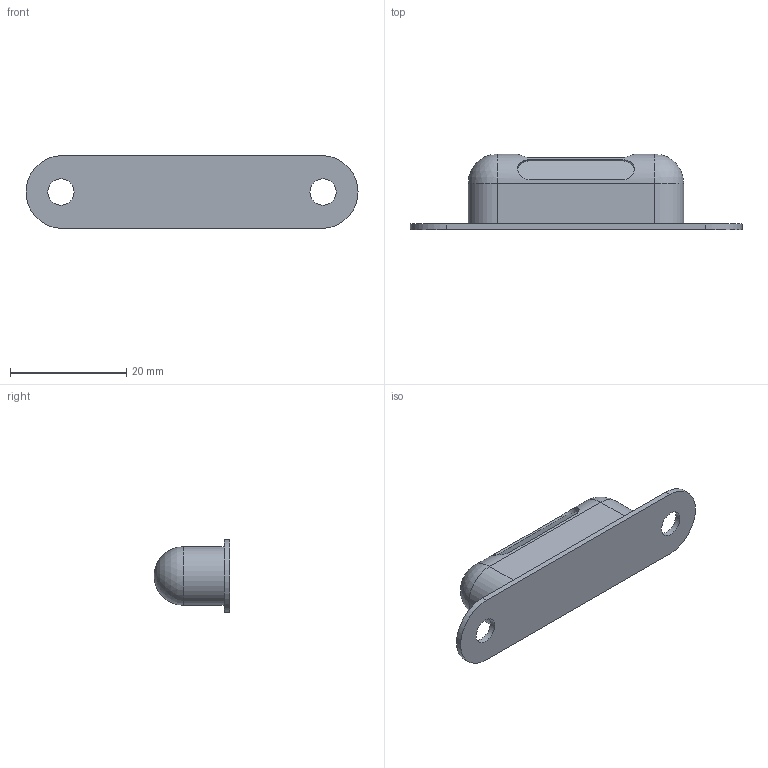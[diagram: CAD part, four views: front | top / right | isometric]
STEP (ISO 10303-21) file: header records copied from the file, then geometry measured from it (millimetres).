
FILE_DESCRIPTION( ( 'STEP AP214' ), '1' );
FILE_NAME( 'K1158.2571305.stp', '2020-12-10T10:29:28', ( '' ), ( '' ), ' ', 'PARTsolutions', ' ' );
FILE_SCHEMA( ( 'AUTOMOTIVE_DESIGN { 1 0 10303 214 1 1 1 1 }' ) );
Length unit declared in the file: millimetre
Products named in the file (1): _K1158.2571305
Bounding box: 57 x 13 x 12.5 mm (x, y, z)
Volume: 4250.3 mm3; surface area: 2323.7 mm2
Topology: 1 solids, 1 shells, 30 faces, 72 edges, 46 vertices
Faces by surface type: plane 15, cylinder 13, sphere 2
Full cylindrical faces by diameter (mm): 4.5 x2
Entity records: 1256 total; most frequent: CARTESIAN_POINT 315, DIRECTION 142, ORIENTED_EDGE 132, EDGE_CURVE 66, AXIS2_PLACEMENT_3D 51, VERTEX_POINT 44, EDGE_LOOP 40, LINE 40
